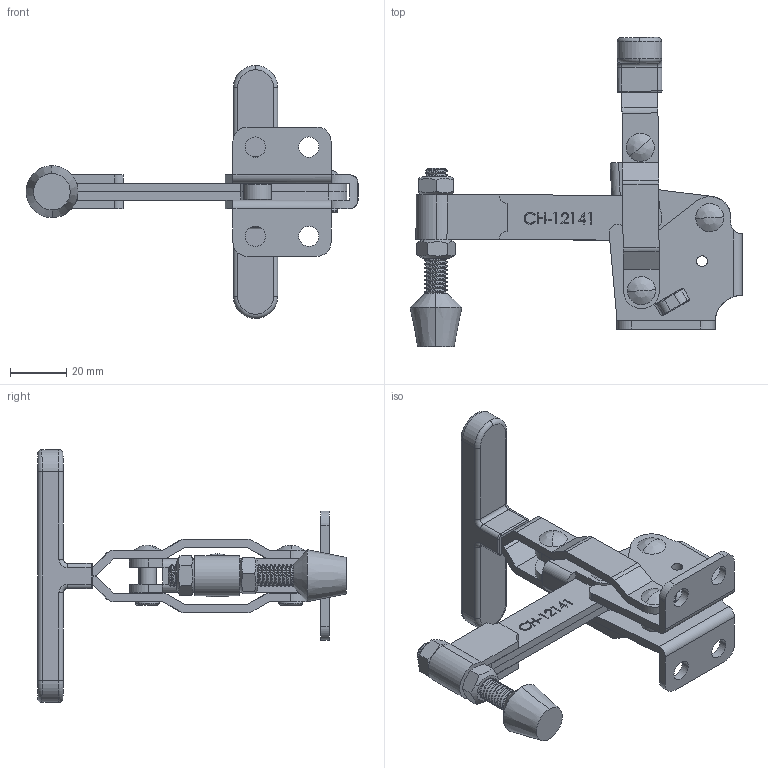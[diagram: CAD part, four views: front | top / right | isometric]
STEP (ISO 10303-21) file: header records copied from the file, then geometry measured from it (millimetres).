
FILE_DESCRIPTION (( 'STEP AP203' ), '1' );
FILE_NAME ('CH-12141.STEP', '2017-11-08T08:35:10', ( 'Windows' ), ( 'Microsoft' ), 'SwSTEP 2.0', 'SolidWorks 2015', '' );
FILE_SCHEMA (( 'CONFIG_CONTROL_DESIGN' ));
Length unit declared in the file: millimetre
Products named in the file (10): CH-FC-56212 SPINDLE SUPPLIED; CH-12141-02 SHORT SOLID BAR_默认<按加工>; CH-12148-03 T-HANDLE; CH-12130-01 FLANGED BASE; CH-12141; CH-12130-04 CONNECTING-PLATE; CH-12130-05; CH-12130-08; CH-12130-06; CH-FC-56212 Nut
Assembly tree (12 placements, depth 2):
  CH-12141
    CH-12130-01 FLANGED BASE
    CH-12130-04 CONNECTING-PLATE
    CH-12130-05
    CH-12130-08  x2
    CH-12130-06  x2
    CH-FC-56212 Nut  x2
    CH-FC-56212 SPINDLE SUPPLIED
    CH-12141-02 SHORT SOLID BAR_默认<按加工>
    CH-12148-03 T-HANDLE
Bounding box: 118.19 x 110 x 90 mm (x, y, z)
Volume: 56781.2 mm3; surface area: 40390.6 mm2
Topology: 14 solids, 14 shells, 793 faces, 2120 edges, 1378 vertices
Faces by surface type: plane 294, cylinder 249, bspline 161, torus 46, cone 43
Entity records: 32993 total; most frequent: CARTESIAN_POINT 14695, ORIENTED_EDGE 3924, DIRECTION 3045, EDGE_CURVE 1962, VERTEX_POINT 1286, LINE 1061, VECTOR 1061, AXIS2_PLACEMENT_3D 992
